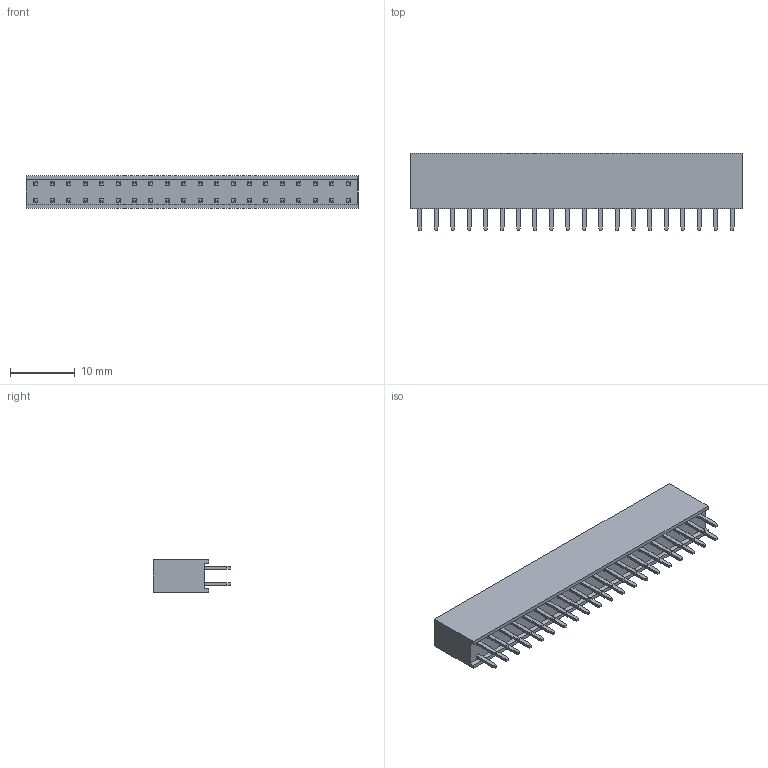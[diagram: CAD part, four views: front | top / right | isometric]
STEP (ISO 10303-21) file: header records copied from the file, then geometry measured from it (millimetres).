
FILE_DESCRIPTION (( 'STEP AP214' ), '1' );
FILE_NAME ('PPTC202LFBN-RC.STEP', '2022-06-27T17:48:17', ( '' ), ( '' ), 'SwSTEP 2.0', 'SolidWorks 2017', '' );
FILE_SCHEMA (( 'AUTOMOTIVE_DESIGN' ));
Length unit declared in the file: inch
Products named in the file (3): PPTC202LFBN-RC; 2 row tin pins; 2 row tin body_20
Assembly tree (21 placements, depth 2):
  PPTC202LFBN-RC
    2 row tin body_20
    2 row tin pins  x20
Bounding box: 51.31 x 11.91 x 5.08 mm (x, y, z)
Volume: 2045.6 mm3; surface area: 3184.7 mm2
Topology: 81 solids, 81 shells, 1170 faces, 2864 edges, 1856 vertices
Faces by surface type: plane 930, cylinder 240
Entity records: 11103 total; most frequent: CARTESIAN_POINT 1886, ORIENTED_EDGE 1852, DIRECTION 1742, EDGE_CURVE 926, LINE 902, VECTOR 902, VERTEX_POINT 564, EDGE_LOOP 452
